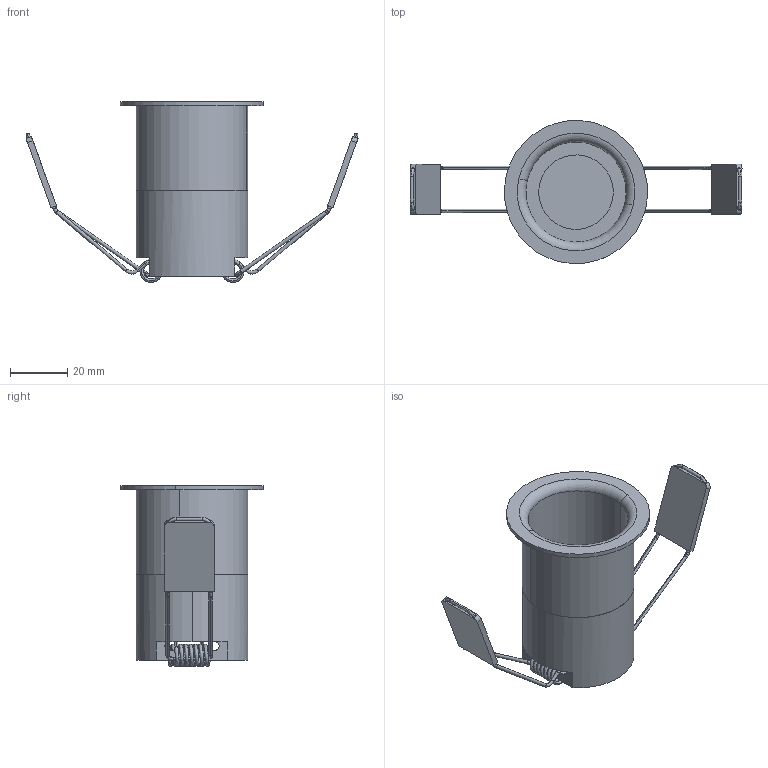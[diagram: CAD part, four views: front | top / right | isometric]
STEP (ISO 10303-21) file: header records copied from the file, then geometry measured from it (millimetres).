
FILE_DESCRIPTION (( 'STEP AP203' ), '1' );
FILE_NAME ('AJ-A004-04007.STEP', '2025-12-17T11:28:58', ( 'MM' ), ( 'Microsoft' ), 'SwSTEP 2.0', 'SolidWorks 2017', '' );
FILE_SCHEMA (( 'CONFIG_CONTROL_DESIGN' ));
Length unit declared in the file: millimetre
Products named in the file (5): AJ-A004-04007; 湮瘍狟腑极; 奻腑极; 粟銅-湮瘍; 韁呏28-17芵噩湍盓殤
Assembly tree (5 placements, depth 2):
  AJ-A004-04007
    奻腑极
    韁呏28-17芵噩湍盓殤
    粟銅-湮瘍  x2
    湮瘍狟腑极
Bounding box: 115.86 x 49.93 x 63.14 mm (x, y, z)
Volume: 36781.1 mm3; surface area: 26245.1 mm2
Topology: 5 solids, 5 shells, 153 faces, 378 edges, 240 vertices
Faces by surface type: cylinder 73, plane 44, torus 30, bspline 4, cone 2
Entity records: 5605 total; most frequent: CARTESIAN_POINT 2445, DIRECTION 604, ORIENTED_EDGE 524, EDGE_CURVE 262, AXIS2_PLACEMENT_3D 251, VERTEX_POINT 168, CIRCLE 138, EDGE_LOOP 118
